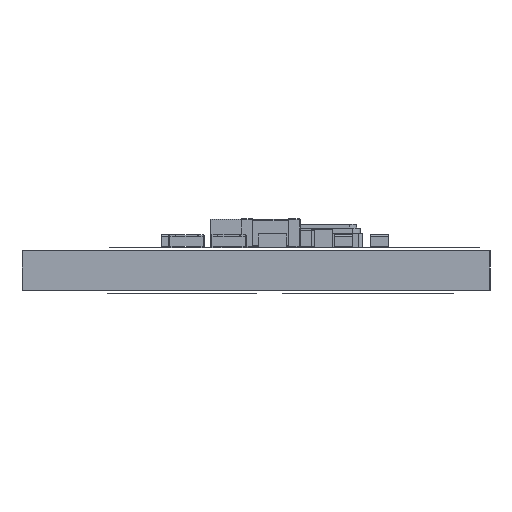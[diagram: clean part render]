
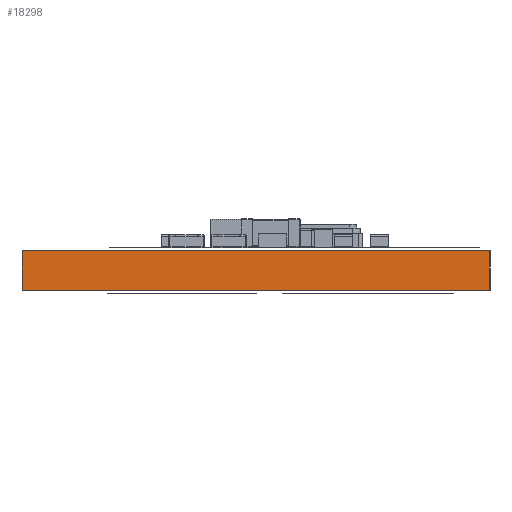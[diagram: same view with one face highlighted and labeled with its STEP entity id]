
A CAD part, left-side view. The second image highlights one B-rep face of the part: STEP entity #18298.
In plain terms, the highlighted planar face has unit normal (-1, 0, 0).
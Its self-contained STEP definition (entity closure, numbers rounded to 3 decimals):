
#17379 = VERTEX_POINT('',#17380);
#17380 = CARTESIAN_POINT('',(-9.,6.5,0.));
#17386 = EDGE_CURVE('',#17387,#17379,#17389,.T.);
#17387 = VERTEX_POINT('',#17388);
#17388 = CARTESIAN_POINT('',(-9.,-6.5,0.));
#17389 = LINE('',#17390,#17391);
#17390 = CARTESIAN_POINT('',(-9.,-6.5,0.));
#17391 = VECTOR('',#17392,1.);
#17392 = DIRECTION('',(0.,1.,0.));
#17851 = VERTEX_POINT('',#17852);
#17852 = CARTESIAN_POINT('',(-9.,6.5,1.11));
#17858 = EDGE_CURVE('',#17859,#17851,#17861,.T.);
#17859 = VERTEX_POINT('',#17860);
#17860 = CARTESIAN_POINT('',(-9.,-6.5,1.11));
#17861 = LINE('',#17862,#17863);
#17862 = CARTESIAN_POINT('',(-9.,-6.5,1.11));
#17863 = VECTOR('',#17864,1.);
#17864 = DIRECTION('',(0.,1.,0.));
#18288 = EDGE_CURVE('',#17387,#17859,#18289,.T.);
#18289 = LINE('',#18290,#18291);
#18290 = CARTESIAN_POINT('',(-9.,-6.5,0.));
#18291 = VECTOR('',#18292,1.);
#18292 = DIRECTION('',(0.,0.,1.));
#18298 = ADVANCED_FACE('',(#18299),#18310,.T.);
#18299 = FACE_BOUND('',#18300,.T.);
#18300 = EDGE_LOOP('',(#18301,#18302,#18303,#18309));
#18301 = ORIENTED_EDGE('',*,*,#18288,.T.);
#18302 = ORIENTED_EDGE('',*,*,#17858,.T.);
#18303 = ORIENTED_EDGE('',*,*,#18304,.F.);
#18304 = EDGE_CURVE('',#17379,#17851,#18305,.T.);
#18305 = LINE('',#18306,#18307);
#18306 = CARTESIAN_POINT('',(-9.,6.5,0.));
#18307 = VECTOR('',#18308,1.);
#18308 = DIRECTION('',(0.,0.,1.));
#18309 = ORIENTED_EDGE('',*,*,#17386,.F.);
#18310 = PLANE('',#18311);
#18311 = AXIS2_PLACEMENT_3D('',#18312,#18313,#18314);
#18312 = CARTESIAN_POINT('',(-9.,-6.5,0.));
#18313 = DIRECTION('',(-1.,0.,0.));
#18314 = DIRECTION('',(0.,1.,0.));
